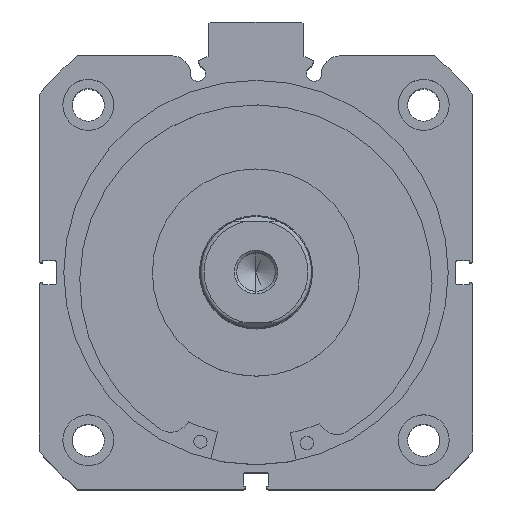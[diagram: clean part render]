
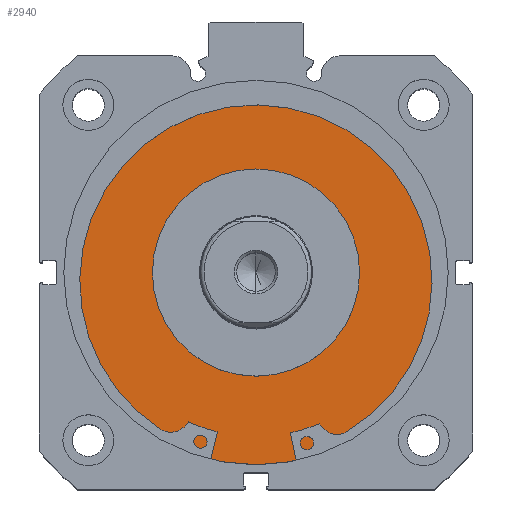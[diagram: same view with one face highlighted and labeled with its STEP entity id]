
A CAD part, top view. The second image highlights one B-rep face of the part: STEP entity #2940.
In plain terms, the highlighted face is planar.
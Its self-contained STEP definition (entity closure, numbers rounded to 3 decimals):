
#43 = ORIENTED_EDGE ( 'NONE', *, *, #3581, .F. ) ;
#148 = ORIENTED_EDGE ( 'NONE', *, *, #3571, .F. ) ;
#189 = ORIENTED_EDGE ( 'NONE', *, *, #3588, .T. ) ;
#290 = ORIENTED_EDGE ( 'NONE', *, *, #3564, .T. ) ;
#405 = FACE_BOUND ( 'NONE', #580, .T. ) ;
#436 = FACE_OUTER_BOUND ( 'NONE', #561, .T. ) ;
#561 = EDGE_LOOP ( 'NONE', ( #189, #290 ) ) ;
#580 = EDGE_LOOP ( 'NONE', ( #43, #148 ) ) ;
#1825 = VERTEX_POINT ( 'NONE', #2176 ) ;
#1852 = VERTEX_POINT ( 'NONE', #2203 ) ;
#1864 = VERTEX_POINT ( 'NONE', #2215 ) ;
#1892 = VERTEX_POINT ( 'NONE', #2243 ) ;
#2176 = CARTESIAN_POINT ( 'NONE',  ( 5.5, 0., -51. ) ) ;
#2203 = CARTESIAN_POINT ( 'NONE',  ( 5.5, 0., 27.5 ) ) ;
#2215 = CARTESIAN_POINT ( 'NONE',  ( 5.5, 0., 51. ) ) ;
#2243 = CARTESIAN_POINT ( 'NONE',  ( 5.5, 0., -27.5 ) ) ;
#2618 = CARTESIAN_POINT ( 'NONE',  ( 5.5, 51., 0. ) ) ;
#2624 = PLANE ( 'NONE',  #3716 ) ;
#2625 = DIRECTION ( 'NONE',  ( 1., 0., 0. ) ) ;
#2626 = DIRECTION ( 'NONE',  ( 0., 0., -1. ) ) ;
#2940 = ADVANCED_FACE ( 'NONE', ( #405, #436 ), #2624, .F. ) ;
#3564 = EDGE_CURVE ( 'NONE', #1825, #1864, #6089, .T. ) ;
#3571 = EDGE_CURVE ( 'NONE', #1892, #1852, #6097, .T. ) ;
#3581 = EDGE_CURVE ( 'NONE', #1852, #1892, #4987, .T. ) ;
#3588 = EDGE_CURVE ( 'NONE', #1864, #1825, #4998, .T. ) ;
#3716 = AXIS2_PLACEMENT_3D ( 'NONE', #2618, #2625, #2626 ) ;
#4079 = AXIS2_PLACEMENT_3D ( 'NONE', #4723, #4724, #4725 ) ;
#4086 = AXIS2_PLACEMENT_3D ( 'NONE', #4743, #4744, #4745 ) ;
#4093 = AXIS2_PLACEMENT_3D ( 'NONE', #4770, #4772, #4773 ) ;
#4096 = AXIS2_PLACEMENT_3D ( 'NONE', #4782, #4789, #4790 ) ;
#4723 = CARTESIAN_POINT ( 'NONE',  ( 5.5, 0., 0. ) ) ;
#4724 = DIRECTION ( 'NONE',  ( -1., 0., 0. ) ) ;
#4725 = DIRECTION ( 'NONE',  ( 0., 0., 1. ) ) ;
#4743 = CARTESIAN_POINT ( 'NONE',  ( 5.5, 0., 0. ) ) ;
#4744 = DIRECTION ( 'NONE',  ( -1., 0., 0. ) ) ;
#4745 = DIRECTION ( 'NONE',  ( 0., 0., 1. ) ) ;
#4770 = CARTESIAN_POINT ( 'NONE',  ( 5.5, 0., 0. ) ) ;
#4772 = DIRECTION ( 'NONE',  ( -1., 0., 0. ) ) ;
#4773 = DIRECTION ( 'NONE',  ( 0., 0., 1. ) ) ;
#4782 = CARTESIAN_POINT ( 'NONE',  ( 5.5, 0., 0. ) ) ;
#4789 = DIRECTION ( 'NONE',  ( -1., 0., 0. ) ) ;
#4790 = DIRECTION ( 'NONE',  ( 0., 0., 1. ) ) ;
#4987 = CIRCLE ( 'NONE', #4093, 27.5 ) ;
#4998 = CIRCLE ( 'NONE', #4096, 51. ) ;
#6089 = CIRCLE ( 'NONE', #4079, 51. ) ;
#6097 = CIRCLE ( 'NONE', #4086, 27.5 ) ;
